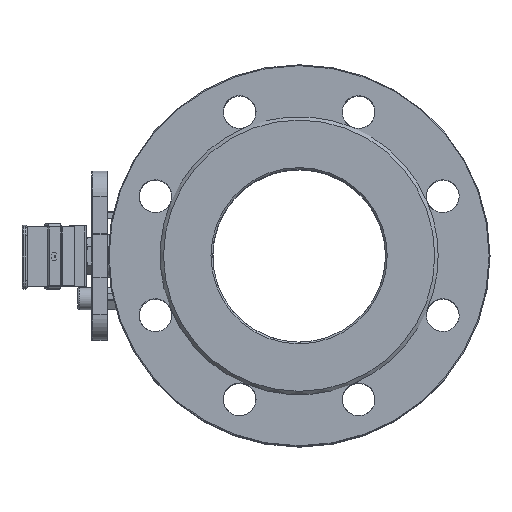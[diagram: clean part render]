
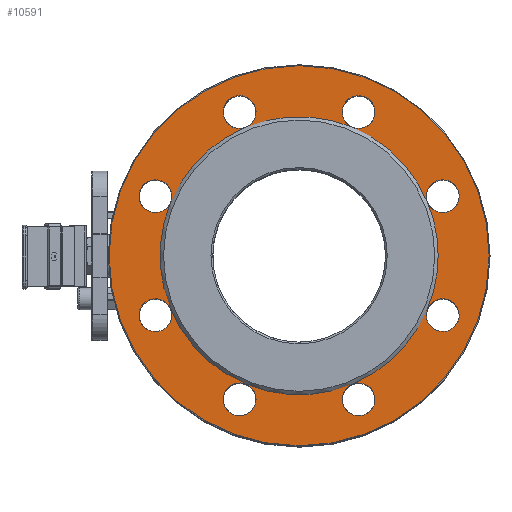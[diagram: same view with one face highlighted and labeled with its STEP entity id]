
A CAD part, top view. The second image highlights one B-rep face of the part: STEP entity #10591.
In plain terms, the highlighted planar face has unit normal (0, 0, 1).
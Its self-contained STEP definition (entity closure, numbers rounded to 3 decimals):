
#411=CIRCLE('',#11613,110.);
#412=CIRCLE('',#11615,9.5);
#413=CIRCLE('',#11616,80.5);
#414=CIRCLE('',#11617,9.5);
#415=CIRCLE('',#11618,9.5);
#416=CIRCLE('',#11619,80.5);
#417=CIRCLE('',#11620,9.5);
#418=CIRCLE('',#11621,9.5);
#419=CIRCLE('',#11622,80.5);
#420=CIRCLE('',#11623,9.5);
#421=CIRCLE('',#11624,9.5);
#422=CIRCLE('',#11625,80.5);
#423=CIRCLE('',#11626,9.5);
#424=CIRCLE('',#11627,9.5);
#425=CIRCLE('',#11628,80.5);
#426=CIRCLE('',#11629,9.5);
#427=CIRCLE('',#11630,9.5);
#428=CIRCLE('',#11631,80.5);
#429=CIRCLE('',#11632,9.5);
#430=CIRCLE('',#11633,9.5);
#431=CIRCLE('',#11634,80.5);
#432=CIRCLE('',#11635,80.5);
#433=CIRCLE('',#11636,9.5);
#434=CIRCLE('',#11637,9.5);
#435=CIRCLE('',#11638,80.5);
#436=CIRCLE('',#11639,9.5);
#787=FACE_BOUND('',#1999,.T.);
#924=PLANE('',#11614);
#1366=FACE_OUTER_BOUND('',#1998,.T.);
#1998=EDGE_LOOP('',(#7584));
#1999=EDGE_LOOP('',(#7585,#7586,#7587,#7588,#7589,#7590,#7591,#7592,#7593,
#7594,#7595,#7596,#7597,#7598,#7599,#7600,#7601,#7602,#7603,#7604,#7605,
#7606,#7607,#7608,#7609));
#4593=VERTEX_POINT('',#17699);
#4594=VERTEX_POINT('',#17703);
#4595=VERTEX_POINT('',#17704);
#4596=VERTEX_POINT('',#17706);
#4597=VERTEX_POINT('',#17708);
#4598=VERTEX_POINT('',#17711);
#4599=VERTEX_POINT('',#17713);
#4600=VERTEX_POINT('',#17716);
#4601=VERTEX_POINT('',#17718);
#4602=VERTEX_POINT('',#17721);
#4603=VERTEX_POINT('',#17723);
#4604=VERTEX_POINT('',#17726);
#4605=VERTEX_POINT('',#17728);
#4606=VERTEX_POINT('',#17731);
#4607=VERTEX_POINT('',#17733);
#4608=VERTEX_POINT('',#17736);
#4609=VERTEX_POINT('',#17738);
#4610=VERTEX_POINT('',#17740);
#5697=EDGE_CURVE('',#4593,#4593,#411,.T.);
#5698=EDGE_CURVE('',#4594,#4595,#412,.T.);
#5699=EDGE_CURVE('',#4596,#4594,#413,.T.);
#5700=EDGE_CURVE('',#4597,#4596,#414,.T.);
#5701=EDGE_CURVE('',#4596,#4597,#415,.T.);
#5702=EDGE_CURVE('',#4598,#4596,#416,.T.);
#5703=EDGE_CURVE('',#4599,#4598,#417,.T.);
#5704=EDGE_CURVE('',#4598,#4599,#418,.T.);
#5705=EDGE_CURVE('',#4600,#4598,#419,.T.);
#5706=EDGE_CURVE('',#4601,#4600,#420,.T.);
#5707=EDGE_CURVE('',#4600,#4601,#421,.T.);
#5708=EDGE_CURVE('',#4602,#4600,#422,.T.);
#5709=EDGE_CURVE('',#4603,#4602,#423,.T.);
#5710=EDGE_CURVE('',#4602,#4603,#424,.T.);
#5711=EDGE_CURVE('',#4604,#4602,#425,.T.);
#5712=EDGE_CURVE('',#4605,#4604,#426,.T.);
#5713=EDGE_CURVE('',#4604,#4605,#427,.T.);
#5714=EDGE_CURVE('',#4606,#4604,#428,.T.);
#5715=EDGE_CURVE('',#4607,#4606,#429,.T.);
#5716=EDGE_CURVE('',#4606,#4607,#430,.T.);
#5717=EDGE_CURVE('',#4608,#4606,#431,.T.);
#5718=EDGE_CURVE('',#4609,#4608,#432,.T.);
#5719=EDGE_CURVE('',#4610,#4609,#433,.T.);
#5720=EDGE_CURVE('',#4609,#4610,#434,.T.);
#5721=EDGE_CURVE('',#4594,#4609,#435,.T.);
#5722=EDGE_CURVE('',#4595,#4594,#436,.T.);
#7584=ORIENTED_EDGE('',*,*,#5697,.F.);
#7585=ORIENTED_EDGE('',*,*,#5698,.F.);
#7586=ORIENTED_EDGE('',*,*,#5699,.F.);
#7587=ORIENTED_EDGE('',*,*,#5700,.F.);
#7588=ORIENTED_EDGE('',*,*,#5701,.F.);
#7589=ORIENTED_EDGE('',*,*,#5702,.F.);
#7590=ORIENTED_EDGE('',*,*,#5703,.F.);
#7591=ORIENTED_EDGE('',*,*,#5704,.F.);
#7592=ORIENTED_EDGE('',*,*,#5705,.F.);
#7593=ORIENTED_EDGE('',*,*,#5706,.F.);
#7594=ORIENTED_EDGE('',*,*,#5707,.F.);
#7595=ORIENTED_EDGE('',*,*,#5708,.F.);
#7596=ORIENTED_EDGE('',*,*,#5709,.F.);
#7597=ORIENTED_EDGE('',*,*,#5710,.F.);
#7598=ORIENTED_EDGE('',*,*,#5711,.F.);
#7599=ORIENTED_EDGE('',*,*,#5712,.F.);
#7600=ORIENTED_EDGE('',*,*,#5713,.F.);
#7601=ORIENTED_EDGE('',*,*,#5714,.F.);
#7602=ORIENTED_EDGE('',*,*,#5715,.F.);
#7603=ORIENTED_EDGE('',*,*,#5716,.F.);
#7604=ORIENTED_EDGE('',*,*,#5717,.F.);
#7605=ORIENTED_EDGE('',*,*,#5718,.F.);
#7606=ORIENTED_EDGE('',*,*,#5719,.F.);
#7607=ORIENTED_EDGE('',*,*,#5720,.F.);
#7608=ORIENTED_EDGE('',*,*,#5721,.F.);
#7609=ORIENTED_EDGE('',*,*,#5722,.F.);
#10591=ADVANCED_FACE('',(#1366,#787),#924,.F.);
#11613=AXIS2_PLACEMENT_3D('',#17701,#13274,#13275);
#11614=AXIS2_PLACEMENT_3D('',#17702,#13276,#13277);
#11615=AXIS2_PLACEMENT_3D('',#17705,#13278,#13279);
#11616=AXIS2_PLACEMENT_3D('',#17707,#13280,#13281);
#11617=AXIS2_PLACEMENT_3D('',#17709,#13282,#13283);
#11618=AXIS2_PLACEMENT_3D('',#17710,#13284,#13285);
#11619=AXIS2_PLACEMENT_3D('',#17712,#13286,#13287);
#11620=AXIS2_PLACEMENT_3D('',#17714,#13288,#13289);
#11621=AXIS2_PLACEMENT_3D('',#17715,#13290,#13291);
#11622=AXIS2_PLACEMENT_3D('',#17717,#13292,#13293);
#11623=AXIS2_PLACEMENT_3D('',#17719,#13294,#13295);
#11624=AXIS2_PLACEMENT_3D('',#17720,#13296,#13297);
#11625=AXIS2_PLACEMENT_3D('',#17722,#13298,#13299);
#11626=AXIS2_PLACEMENT_3D('',#17724,#13300,#13301);
#11627=AXIS2_PLACEMENT_3D('',#17725,#13302,#13303);
#11628=AXIS2_PLACEMENT_3D('',#17727,#13304,#13305);
#11629=AXIS2_PLACEMENT_3D('',#17729,#13306,#13307);
#11630=AXIS2_PLACEMENT_3D('',#17730,#13308,#13309);
#11631=AXIS2_PLACEMENT_3D('',#17732,#13310,#13311);
#11632=AXIS2_PLACEMENT_3D('',#17734,#13312,#13313);
#11633=AXIS2_PLACEMENT_3D('',#17735,#13314,#13315);
#11634=AXIS2_PLACEMENT_3D('',#17737,#13316,#13317);
#11635=AXIS2_PLACEMENT_3D('',#17739,#13318,#13319);
#11636=AXIS2_PLACEMENT_3D('',#17741,#13320,#13321);
#11637=AXIS2_PLACEMENT_3D('',#17742,#13322,#13323);
#11638=AXIS2_PLACEMENT_3D('',#17743,#13324,#13325);
#11639=AXIS2_PLACEMENT_3D('',#17744,#13326,#13327);
#13274=DIRECTION('center_axis',(0.,0.,-1.));
#13275=DIRECTION('ref_axis',(1.,0.,0.));
#13276=DIRECTION('center_axis',(0.,0.,-1.));
#13277=DIRECTION('ref_axis',(-1.,0.,0.));
#13278=DIRECTION('center_axis',(0.,0.,1.));
#13279=DIRECTION('ref_axis',(1.,0.,0.));
#13280=DIRECTION('center_axis',(0.,0.,1.));
#13281=DIRECTION('ref_axis',(-1.,0.,0.));
#13282=DIRECTION('center_axis',(0.,0.,1.));
#13283=DIRECTION('ref_axis',(1.,0.,0.));
#13284=DIRECTION('center_axis',(0.,0.,1.));
#13285=DIRECTION('ref_axis',(1.,0.,0.));
#13286=DIRECTION('center_axis',(0.,0.,1.));
#13287=DIRECTION('ref_axis',(-1.,0.,0.));
#13288=DIRECTION('center_axis',(0.,0.,1.));
#13289=DIRECTION('ref_axis',(1.,0.,0.));
#13290=DIRECTION('center_axis',(0.,0.,1.));
#13291=DIRECTION('ref_axis',(1.,0.,0.));
#13292=DIRECTION('center_axis',(0.,0.,1.));
#13293=DIRECTION('ref_axis',(-1.,0.,0.));
#13294=DIRECTION('center_axis',(0.,0.,1.));
#13295=DIRECTION('ref_axis',(1.,0.,0.));
#13296=DIRECTION('center_axis',(0.,0.,1.));
#13297=DIRECTION('ref_axis',(1.,0.,0.));
#13298=DIRECTION('center_axis',(0.,0.,1.));
#13299=DIRECTION('ref_axis',(-1.,0.,0.));
#13300=DIRECTION('center_axis',(0.,0.,1.));
#13301=DIRECTION('ref_axis',(1.,0.,0.));
#13302=DIRECTION('center_axis',(0.,0.,1.));
#13303=DIRECTION('ref_axis',(1.,0.,0.));
#13304=DIRECTION('center_axis',(0.,0.,1.));
#13305=DIRECTION('ref_axis',(-1.,0.,0.));
#13306=DIRECTION('center_axis',(0.,0.,1.));
#13307=DIRECTION('ref_axis',(1.,0.,0.));
#13308=DIRECTION('center_axis',(0.,0.,1.));
#13309=DIRECTION('ref_axis',(1.,0.,0.));
#13310=DIRECTION('center_axis',(0.,0.,1.));
#13311=DIRECTION('ref_axis',(-1.,0.,0.));
#13312=DIRECTION('center_axis',(0.,0.,1.));
#13313=DIRECTION('ref_axis',(1.,0.,0.));
#13314=DIRECTION('center_axis',(0.,0.,1.));
#13315=DIRECTION('ref_axis',(1.,0.,0.));
#13316=DIRECTION('center_axis',(0.,0.,1.));
#13317=DIRECTION('ref_axis',(-1.,0.,0.));
#13318=DIRECTION('center_axis',(0.,0.,1.));
#13319=DIRECTION('ref_axis',(-1.,0.,0.));
#13320=DIRECTION('center_axis',(0.,0.,1.));
#13321=DIRECTION('ref_axis',(1.,0.,0.));
#13322=DIRECTION('center_axis',(0.,0.,1.));
#13323=DIRECTION('ref_axis',(1.,0.,0.));
#13324=DIRECTION('center_axis',(0.,0.,1.));
#13325=DIRECTION('ref_axis',(-1.,0.,0.));
#13326=DIRECTION('center_axis',(0.,0.,1.));
#13327=DIRECTION('ref_axis',(1.,0.,0.));
#17699=CARTESIAN_POINT('',(110.,0.,-2.));
#17701=CARTESIAN_POINT('Origin',(0.,0.,-2.));
#17702=CARTESIAN_POINT('Origin',(0.,0.,-2.));
#17703=CARTESIAN_POINT('',(30.806,-74.372,-2.));
#17704=CARTESIAN_POINT('',(24.942,-83.149,-2.));
#17705=CARTESIAN_POINT('Origin',(34.442,-83.149,-2.));
#17706=CARTESIAN_POINT('',(-30.806,-74.372,-2.));
#17707=CARTESIAN_POINT('Origin',(0.,0.,-2.));
#17708=CARTESIAN_POINT('',(-43.942,-83.149,-2.));
#17709=CARTESIAN_POINT('Origin',(-34.442,-83.149,-2.));
#17710=CARTESIAN_POINT('Origin',(-34.442,-83.149,-2.));
#17711=CARTESIAN_POINT('',(-74.372,-30.806,-2.));
#17712=CARTESIAN_POINT('Origin',(0.,0.,-2.));
#17713=CARTESIAN_POINT('',(-92.649,-34.442,-2.));
#17714=CARTESIAN_POINT('Origin',(-83.149,-34.442,-2.));
#17715=CARTESIAN_POINT('Origin',(-83.149,-34.442,-2.));
#17716=CARTESIAN_POINT('',(-74.372,30.806,-2.));
#17717=CARTESIAN_POINT('Origin',(0.,0.,-2.));
#17718=CARTESIAN_POINT('',(-92.649,34.442,-2.));
#17719=CARTESIAN_POINT('Origin',(-83.149,34.442,-2.));
#17720=CARTESIAN_POINT('Origin',(-83.149,34.442,-2.));
#17721=CARTESIAN_POINT('',(-30.806,74.372,-2.));
#17722=CARTESIAN_POINT('Origin',(0.,0.,-2.));
#17723=CARTESIAN_POINT('',(-43.942,83.149,-2.));
#17724=CARTESIAN_POINT('Origin',(-34.442,83.149,-2.));
#17725=CARTESIAN_POINT('Origin',(-34.442,83.149,-2.));
#17726=CARTESIAN_POINT('',(30.806,74.372,-2.));
#17727=CARTESIAN_POINT('Origin',(0.,0.,-2.));
#17728=CARTESIAN_POINT('',(24.942,83.149,-2.));
#17729=CARTESIAN_POINT('Origin',(34.442,83.149,-2.));
#17730=CARTESIAN_POINT('Origin',(34.442,83.149,-2.));
#17731=CARTESIAN_POINT('',(74.372,30.806,-2.));
#17732=CARTESIAN_POINT('Origin',(0.,0.,-2.));
#17733=CARTESIAN_POINT('',(73.649,34.442,-2.));
#17734=CARTESIAN_POINT('Origin',(83.149,34.442,-2.));
#17735=CARTESIAN_POINT('Origin',(83.149,34.442,-2.));
#17736=CARTESIAN_POINT('',(80.5,0.,-2.));
#17737=CARTESIAN_POINT('Origin',(0.,0.,-2.));
#17738=CARTESIAN_POINT('',(74.372,-30.806,-2.));
#17739=CARTESIAN_POINT('Origin',(0.,0.,-2.));
#17740=CARTESIAN_POINT('',(73.649,-34.442,-2.));
#17741=CARTESIAN_POINT('Origin',(83.149,-34.442,-2.));
#17742=CARTESIAN_POINT('Origin',(83.149,-34.442,-2.));
#17743=CARTESIAN_POINT('Origin',(0.,0.,-2.));
#17744=CARTESIAN_POINT('Origin',(34.442,-83.149,-2.));
